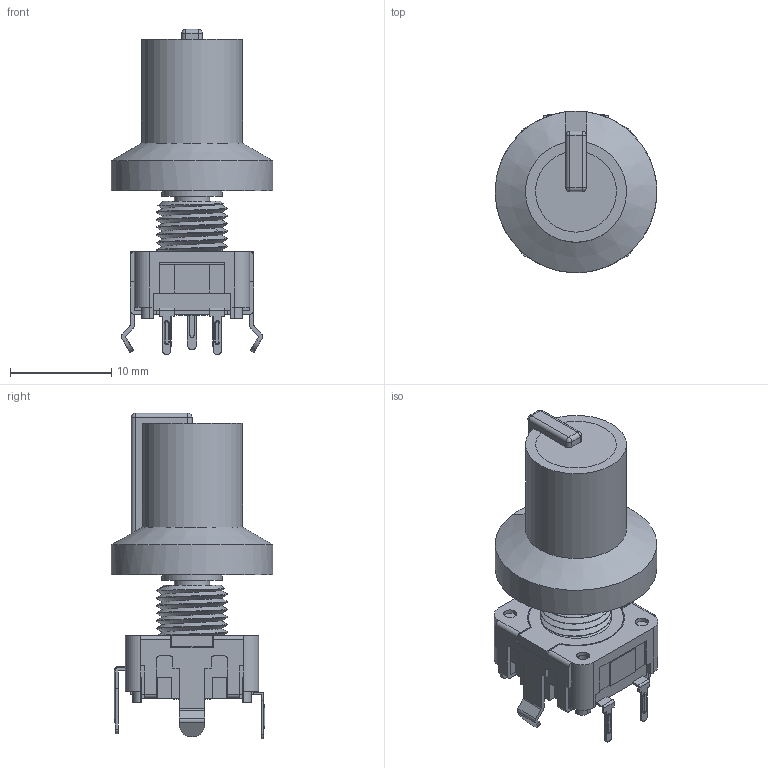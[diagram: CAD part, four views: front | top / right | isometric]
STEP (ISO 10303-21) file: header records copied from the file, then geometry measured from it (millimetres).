
FILE_DESCRIPTION(/* description */ (''),/* implementation_level */ '2;1');
FILE_NAME(/* name */ 'Rotary Encoder - Bourns PEC11R-4x15F-Sxxxx - Knob v2.step',/* time_stamp */ '2023-02-02T11:47:49Z',/* author */ (''),/* organization */ (''),/* preprocessor_version */ 'ST-DEVELOPER v19.2',/* originating_system */ 'Autodesk Translation Framework v11.17.0.187',/* authorisation */ '');
FILE_SCHEMA (('AUTOMOTIVE_DESIGN { 1 0 10303 214 3 1 1 }'));
Length unit declared in the file: millimetre
Products named in the file (5): Rotary Encoder - Bourns PEC11R-4x15F-Sxxxx - Knob; Rotary Encoder - Bourns PEC11R-4x15F-Sxxxx; Knob - D Shaft; Knob; Coloured bit
Assembly tree (4 placements, depth 3):
  Rotary Encoder - Bourns PEC11R-4x15F-Sxxxx - Knob
    Rotary Encoder - Bourns PEC11R-4x15F-Sxxxx
    Knob - D Shaft
      Knob
      Coloured bit
Bounding box: 16 x 16 x 32.2 mm (x, y, z)
Volume: 2379.4 mm3; surface area: 3445.7 mm2
Topology: 3 solids, 4 shells, 455 faces, 1215 edges, 787 vertices
Faces by surface type: plane 301, cylinder 125, torus 13, cone 8, bspline 4, sphere 4
Full cylindrical faces by diameter (mm): 1.2 x2, 1.3 x4, 1.5 x1, 3.5 x2, 3.6 x1, 4.5 x1, 6 x2, 7 x5, 13 x1, 16 x1
Entity records: 16349 total; most frequent: CARTESIAN_POINT 4637, ORIENTED_EDGE 2430, DIRECTION 2367, EDGE_CURVE 1215, LINE 915, VECTOR 915, VERTEX_POINT 787, AXIS2_PLACEMENT_3D 726
